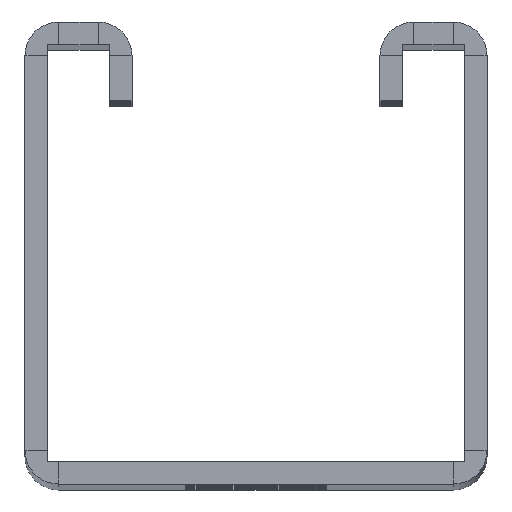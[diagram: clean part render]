
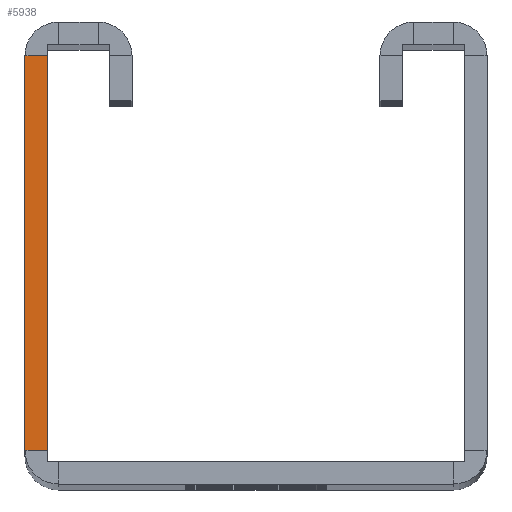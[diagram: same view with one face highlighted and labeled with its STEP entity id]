
A CAD part, top view. The second image highlights one B-rep face of the part: STEP entity #5938.
In plain terms, the highlighted planar face has unit normal (0, 0, 1).
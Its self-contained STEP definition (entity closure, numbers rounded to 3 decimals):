
#131 = PLANE ( 'NONE',  #14037 ) ;
#557 = ORIENTED_EDGE ( 'NONE', *, *, #1607, .T. ) ;
#830 = ORIENTED_EDGE ( 'NONE', *, *, #9641, .T. ) ;
#1017 = VERTEX_POINT ( 'NONE', #14110 ) ;
#1564 = EDGE_LOOP ( 'NONE', ( #11685, #557, #830, #9396 ) ) ;
#1607 = EDGE_CURVE ( 'NONE', #12985, #12891, #4703, .T. ) ;
#3076 = CARTESIAN_POINT ( 'NONE',  ( -18.5, 38., 0. ) ) ;
#4128 = EDGE_CURVE ( 'NONE', #12985, #1017, #19283, .T. ) ;
#4703 = LINE ( 'NONE', #14026, #5872 ) ;
#4963 = DIRECTION ( 'NONE',  ( 1., 0., 0. ) ) ;
#5710 = DIRECTION ( 'NONE',  ( 0., 1., 0. ) ) ;
#5872 = VECTOR ( 'NONE', #4963, 1000. ) ;
#5938 = ADVANCED_FACE ( 'NONE', ( #8742 ), #131, .T. ) ;
#6962 = VECTOR ( 'NONE', #5710, 1000. ) ;
#6975 = DIRECTION ( 'NONE',  ( 0., 1., 0. ) ) ;
#8293 = VERTEX_POINT ( 'NONE', #3076 ) ;
#8742 = FACE_OUTER_BOUND ( 'NONE', #1564, .T. ) ;
#8836 = EDGE_CURVE ( 'NONE', #8293, #1017, #12896, .T. ) ;
#9323 = CARTESIAN_POINT ( 'NONE',  ( -20.5, 3., 0. ) ) ;
#9396 = ORIENTED_EDGE ( 'NONE', *, *, #8836, .T. ) ;
#9641 = EDGE_CURVE ( 'NONE', #12891, #8293, #17855, .T. ) ;
#10787 = DIRECTION ( 'NONE',  ( 0., 0., 1. ) ) ;
#11124 = CARTESIAN_POINT ( 'NONE',  ( -18.5, 38., 0. ) ) ;
#11685 = ORIENTED_EDGE ( 'NONE', *, *, #4128, .F. ) ;
#12113 = CARTESIAN_POINT ( 'NONE',  ( -17.5, 2., 0. ) ) ;
#12891 = VERTEX_POINT ( 'NONE', #17941 ) ;
#12896 = LINE ( 'NONE', #11124, #15982 ) ;
#12985 = VERTEX_POINT ( 'NONE', #9323 ) ;
#13079 = CARTESIAN_POINT ( 'NONE',  ( -18.5, 0., 0. ) ) ;
#13828 = VECTOR ( 'NONE', #6975, 1000. ) ;
#14026 = CARTESIAN_POINT ( 'NONE',  ( -20.5, 3., 0. ) ) ;
#14037 = AXIS2_PLACEMENT_3D ( 'NONE', #12113, #10787, #16876 ) ;
#14110 = CARTESIAN_POINT ( 'NONE',  ( -20.5, 38., 0. ) ) ;
#14304 = DIRECTION ( 'NONE',  ( -1., 0., 0. ) ) ;
#15982 = VECTOR ( 'NONE', #14304, 1000. ) ;
#16876 = DIRECTION ( 'NONE',  ( 1., 0., 0. ) ) ;
#17855 = LINE ( 'NONE', #13079, #13828 ) ;
#17941 = CARTESIAN_POINT ( 'NONE',  ( -18.5, 3., 0. ) ) ;
#19283 = LINE ( 'NONE', #19468, #6962 ) ;
#19468 = CARTESIAN_POINT ( 'NONE',  ( -20.5, 0., 0. ) ) ;
